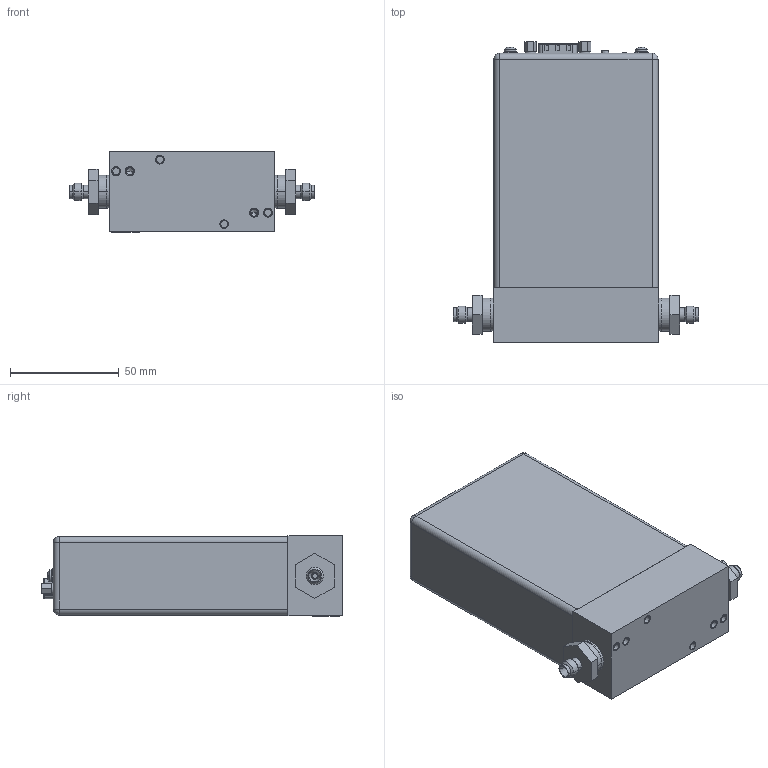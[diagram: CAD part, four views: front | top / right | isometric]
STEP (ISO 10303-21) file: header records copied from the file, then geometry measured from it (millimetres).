
FILE_DESCRIPTION((''),'2;1');
FILE_NAME('GM50A_RS485_1-4_TUBE_ASM','2014-09-25T',('cockrofm'),(''),'PRO/ENGINEER BY PARAMETRIC TECHNOLOGY CORPORATION, 2011490','PRO/ENGINEER BY PARAMETRIC TECHNOLOGY CORPORATION, 2011490','');
FILE_SCHEMA(('CONFIG_CONTROL_DESIGN'));
Length unit declared in the file: inch
Products named in the file (18): 119085-FLOW-BODY_1; 118284_LABEL-CE_1; 1041615_PWB_1; 110-8017_CONN-2POS-SINGLE_1; 1041767_LED_1; 110-0187-3-PIN-HEADER_1; 1041769_LED_1; 072-8550_MJTP1236E_1; PRT0005; PRT0006; 1041616_MAIN_PWR-BD_ASM_1_ASM; 1042667-001_RS-485_ASM_1_ASM; PRT0007; PRT0008; PRT0009; 1043289_9-PIN_STP_ASM_ASM; 1051904_FITTING; GM50A_RS485_1-4_TUBE_ASM
Assembly tree (20 placements, depth 5):
  GM50A_RS485_1-4_TUBE_ASM
    1043289_9-PIN_STP_ASM_ASM
      119085-FLOW-BODY_1
      118284_LABEL-CE_1
      1042667-001_RS-485_ASM_1_ASM
        1041616_MAIN_PWR-BD_ASM_1_ASM
          1041615_PWB_1
          110-8017_CONN-2POS-SINGLE_1
          1041767_LED_1
          110-0187-3-PIN-HEADER_1
          1041769_LED_1
          072-8550_MJTP1236E_1
          PRT0005
          PRT0006
      PRT0007  x2
      PRT0008
      PRT0009  x2
    1051904_FITTING  x2
Bounding box: 112.78 x 138.35 x 36.91 mm (x, y, z)
Volume: 106763.4 mm3; surface area: 86032.5 mm2
Topology: 17 solids, 39 shells, 1077 faces, 2694 edges, 1738 vertices
Faces by surface type: plane 615, cylinder 290, extrusion 64, cone 48, torus 26, bspline 18, sphere 16
Entity records: 30302 total; most frequent: CARTESIAN_POINT 6881, DIRECTION 4868, ORIENTED_EDGE 4588, EDGE_CURVE 2368, VECTOR 1624, AXIS2_PLACEMENT_3D 1622, LINE 1580, VERTEX_POINT 1551
